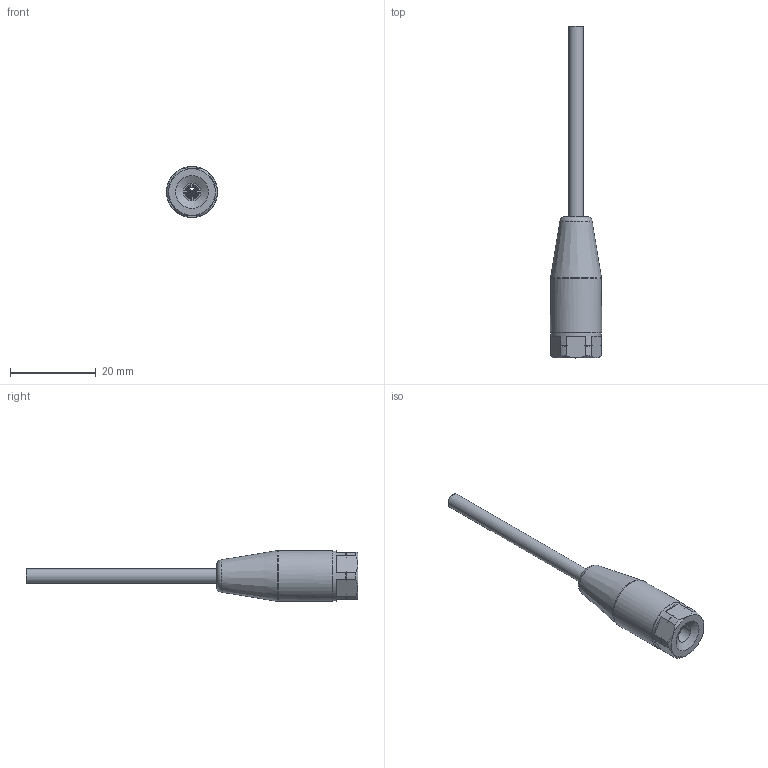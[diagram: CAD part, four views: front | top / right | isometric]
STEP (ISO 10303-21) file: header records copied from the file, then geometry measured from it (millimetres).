
FILE_DESCRIPTION(/* description */ (''),/* implementation_level */ '2;1');
FILE_NAME(/* name */ 'Molded STEP.stp',/* time_stamp */ '2019-06-07T12:02:32-04:00',/* author */ ('aneininger'),/* organization */ ('CONNECTION TECHNOLOGY CENTER'),/* preprocessor_version */ 'ST-DEVELOPER v17.2',/* originating_system */ 'Autodesk Inventor 2019',/* authorisation */ '');
FILE_SCHEMA (('AUTOMOTIVE_DESIGN { 1 0 10303 214 3 1 1 }'));
Length unit declared in the file: inch
Products named in the file (1): MA221
Bounding box: 11.94 x 77.6 x 11.91 mm (x, y, z)
Volume: 3432 mm3; surface area: 1799 mm2
Topology: 1 solids, 1 shells, 171 faces, 324 edges, 215 vertices
Faces by surface type: plane 78, cylinder 75, cone 16, torus 2
Full cylindrical faces by diameter (mm): 0.127 x19, 0.178 x38, 2.794 x1, 3.048 x1, 3.429 x1, 4.14 x1, 11.9 x1, 11.938 x1
Entity records: 4644 total; most frequent: DIRECTION 825, CARTESIAN_POINT 770, ORIENTED_EDGE 646, AXIS2_PLACEMENT_3D 360, EDGE_CURVE 323, EDGE_LOOP 234, VERTEX_POINT 215, CIRCLE 188
